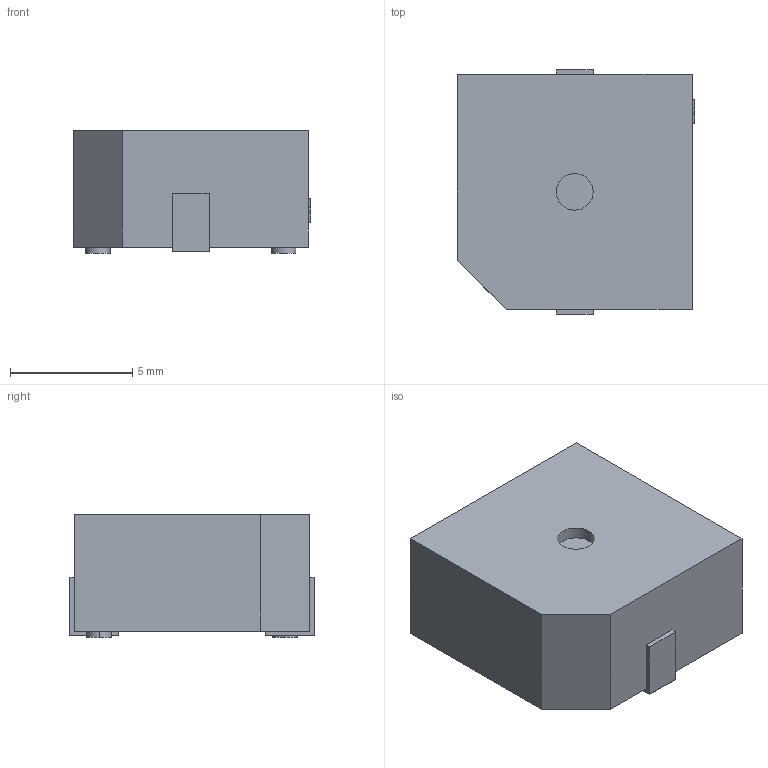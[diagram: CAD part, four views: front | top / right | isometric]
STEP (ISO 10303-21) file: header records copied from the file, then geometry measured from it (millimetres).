
FILE_DESCRIPTION((''),'2;1');
FILE_NAME('PUI_SMI_1027_TW_5V_R.stp','2019-03-06T14:59:23',('XPMUser'),(''),'Autodesk Inventor (tm) 5.3','Autodesk Inventor (tm) 5.3','');
FILE_SCHEMA(('AUTOMOTIVE_DESIGN { 1 2 10303 214 0 1 1 1 }'));
Length unit declared in the file: millimetre
Products named in the file (5): PUI_SMI_1027_TW_5V_R; Part11; Part1; Part2; Part3
Assembly tree (5 placements, depth 2):
  PUI_SMI_1027_TW_5V_R
    Part11
    Part1
    Part2  x2
    Part3
Bounding box: 9.7 x 10 x 5 mm (x, y, z)
Volume: 430.5 mm3; surface area: 401 mm2
Topology: 5 solids, 5 shells, 55 faces, 123 edges, 82 vertices
Faces by surface type: plane 43, cylinder 12
Entity records: 1427 total; most frequent: DIRECTION 236, CARTESIAN_POINT 226, ORIENTED_EDGE 204, EDGE_CURVE 102, VECTOR 80, LINE 80, AXIS2_PLACEMENT_3D 78, VERTEX_POINT 68
